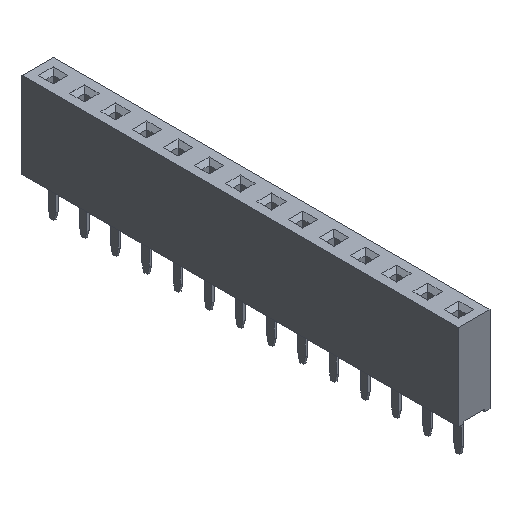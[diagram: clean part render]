
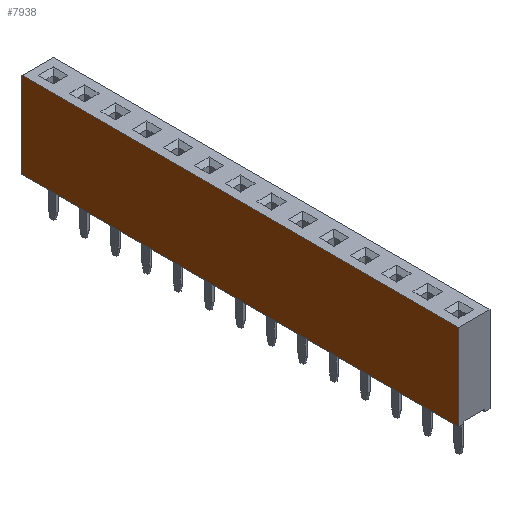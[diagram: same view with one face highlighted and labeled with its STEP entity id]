
A CAD part, isometric view. The second image highlights one B-rep face of the part: STEP entity #7938.
In plain terms, the highlighted planar face has unit normal (-1, 0, 0).
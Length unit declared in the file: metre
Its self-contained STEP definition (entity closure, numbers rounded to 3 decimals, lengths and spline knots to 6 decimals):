
#1976=ORIENTED_EDGE('',*,*,#3172,.T.);
#1977=ORIENTED_EDGE('',*,*,#3173,.T.);
#1978=ORIENTED_EDGE('',*,*,#3174,.F.);
#1979=ORIENTED_EDGE('',*,*,#3175,.F.);
#3172=EDGE_CURVE('',#3868,#3869,#4920,.T.);
#3173=EDGE_CURVE('',#3869,#3870,#4921,.T.);
#3174=EDGE_CURVE('',#3871,#3870,#4922,.T.);
#3175=EDGE_CURVE('',#3868,#3871,#4923,.T.);
#3868=VERTEX_POINT('',#13570);
#3869=VERTEX_POINT('',#13571);
#3870=VERTEX_POINT('',#13573);
#3871=VERTEX_POINT('',#13575);
#4920=LINE('',#13569,#5980);
#4921=LINE('',#13572,#5981);
#4922=LINE('',#13574,#5982);
#4923=LINE('',#13576,#5983);
#5980=VECTOR('',#11409,1.);
#5981=VECTOR('',#11410,1.);
#5982=VECTOR('',#11411,1.);
#5983=VECTOR('',#11412,1.);
#6424=EDGE_LOOP('',(#1976,#1977,#1978,#1979));
#6882=FACE_BOUND('',#6424,.T.);
#7326=PLANE('',#9546);
#7938=ADVANCED_FACE('',(#6882),#7326,.F.);
#9546=AXIS2_PLACEMENT_3D('',#13568,#11407,#11408);
#11407=DIRECTION('',(1.,0.,0.));
#11408=DIRECTION('',(0.,-1.,0.));
#11409=DIRECTION('',(0.,-1.,0.));
#11410=DIRECTION('',(0.,0.,1.));
#11411=DIRECTION('',(0.,-1.,0.));
#11412=DIRECTION('',(0.,0.,1.));
#13568=CARTESIAN_POINT('',(-0.00127,0.00127,0.));
#13569=CARTESIAN_POINT('',(-0.00127,0.00127,0.));
#13570=CARTESIAN_POINT('',(-0.00127,0.00127,0.));
#13571=CARTESIAN_POINT('',(-0.00127,-0.03429,0.));
#13572=CARTESIAN_POINT('',(-0.00127,-0.03429,0.));
#13573=CARTESIAN_POINT('',(-0.00127,-0.03429,0.007));
#13574=CARTESIAN_POINT('',(-0.00127,0.00127,0.007));
#13575=CARTESIAN_POINT('',(-0.00127,0.00127,0.007));
#13576=CARTESIAN_POINT('',(-0.00127,0.00127,0.));
